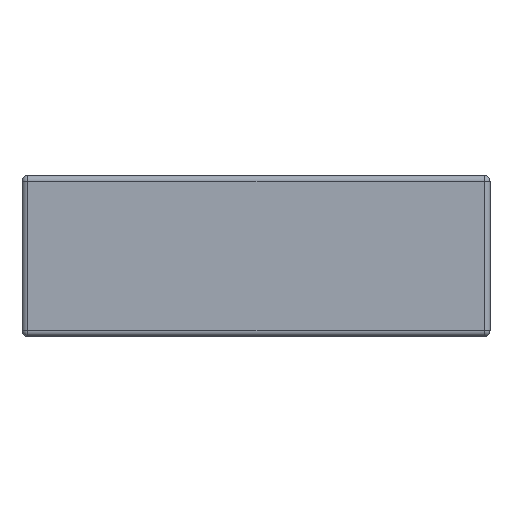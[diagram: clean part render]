
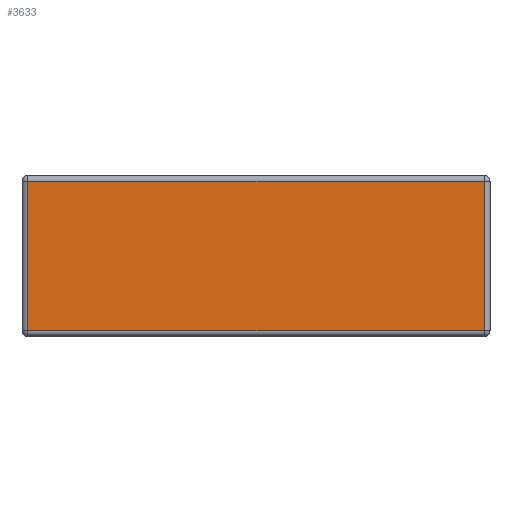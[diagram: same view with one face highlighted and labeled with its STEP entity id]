
A CAD part, left-side view. The second image highlights one B-rep face of the part: STEP entity #3633.
In plain terms, the highlighted planar face has unit normal (-1, 0, 0).
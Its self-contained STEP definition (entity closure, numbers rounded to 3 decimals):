
#191 = ORIENTED_EDGE ( 'NONE', *, *, #4239, .T. ) ;
#305 = CARTESIAN_POINT ( 'NONE',  ( -1.5, -1.22, 0.86 ) ) ;
#401 = VERTEX_POINT ( 'NONE', #2107 ) ;
#839 = CARTESIAN_POINT ( 'NONE',  ( -1.5, -1.22, 0.03 ) ) ;
#906 = VERTEX_POINT ( 'NONE', #6185 ) ;
#1222 = VERTEX_POINT ( 'NONE', #839 ) ;
#1421 = EDGE_LOOP ( 'NONE', ( #4438, #3162, #191, #1909 ) ) ;
#1838 = LINE ( 'NONE', #4408, #6430 ) ;
#1909 = ORIENTED_EDGE ( 'NONE', *, *, #5170, .T. ) ;
#1996 = EDGE_CURVE ( 'NONE', #5957, #1222, #4057, .T. ) ;
#2101 = AXIS2_PLACEMENT_3D ( 'NONE', #3260, #5959, #2249 ) ;
#2107 = CARTESIAN_POINT ( 'NONE',  ( -1.5, -1.22, 0.83 ) ) ;
#2202 = PLANE ( 'NONE',  #2101 ) ;
#2249 = DIRECTION ( 'NONE',  ( 0., 1., 0. ) ) ;
#2837 = DIRECTION ( 'NONE',  ( 0., 1., 0. ) ) ;
#2873 = CARTESIAN_POINT ( 'NONE',  ( -1.5, 1.25, 0.03 ) ) ;
#3162 = ORIENTED_EDGE ( 'NONE', *, *, #1996, .T. ) ;
#3182 = CARTESIAN_POINT ( 'NONE',  ( -1.5, 1.25, 0.83 ) ) ;
#3260 = CARTESIAN_POINT ( 'NONE',  ( -1.5, 1.25, 0.86 ) ) ;
#3503 = DIRECTION ( 'NONE',  ( 0., 0., 1. ) ) ;
#3633 = ADVANCED_FACE ( 'NONE', ( #5029 ), #2202, .F. ) ;
#4057 = LINE ( 'NONE', #2873, #5920 ) ;
#4239 = EDGE_CURVE ( 'NONE', #1222, #401, #6902, .T. ) ;
#4249 = VECTOR ( 'NONE', #2837, 1000. ) ;
#4408 = CARTESIAN_POINT ( 'NONE',  ( -1.5, 1.22, 0.86 ) ) ;
#4438 = ORIENTED_EDGE ( 'NONE', *, *, #5751, .T. ) ;
#5029 = FACE_OUTER_BOUND ( 'NONE', #1421, .T. ) ;
#5170 = EDGE_CURVE ( 'NONE', #401, #906, #5937, .T. ) ;
#5659 = CARTESIAN_POINT ( 'NONE',  ( -1.5, 1.22, 0.03 ) ) ;
#5751 = EDGE_CURVE ( 'NONE', #906, #5957, #1838, .T. ) ;
#5920 = VECTOR ( 'NONE', #6608, 1000. ) ;
#5937 = LINE ( 'NONE', #3182, #4249 ) ;
#5957 = VERTEX_POINT ( 'NONE', #5659 ) ;
#5959 = DIRECTION ( 'NONE',  ( 1., 0., 0. ) ) ;
#6011 = DIRECTION ( 'NONE',  ( 0., 0., -1. ) ) ;
#6185 = CARTESIAN_POINT ( 'NONE',  ( -1.5, 1.22, 0.83 ) ) ;
#6430 = VECTOR ( 'NONE', #6011, 1000. ) ;
#6608 = DIRECTION ( 'NONE',  ( 0., -1., 0. ) ) ;
#6727 = VECTOR ( 'NONE', #3503, 1000. ) ;
#6902 = LINE ( 'NONE', #305, #6727 ) ;
